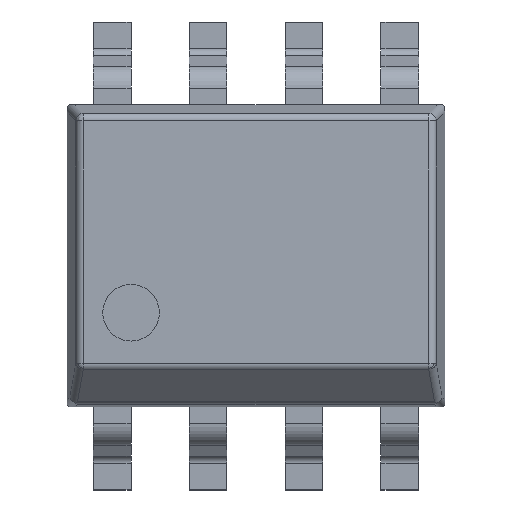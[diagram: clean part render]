
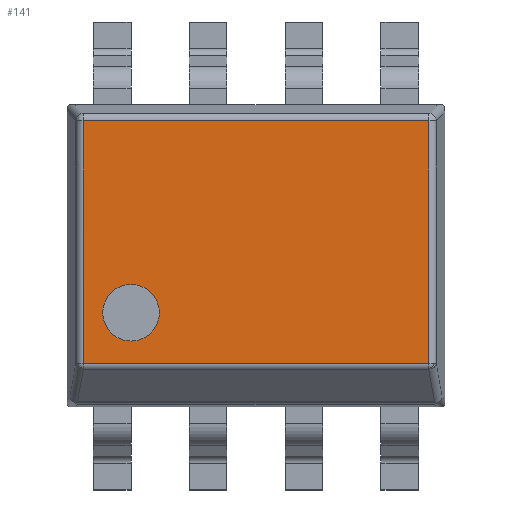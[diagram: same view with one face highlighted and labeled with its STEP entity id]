
A CAD part, top view. The second image highlights one B-rep face of the part: STEP entity #141.
In plain terms, the highlighted planar face has unit normal (0, 0, 1).
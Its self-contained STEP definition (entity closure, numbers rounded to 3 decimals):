
#141=ADVANCED_FACE('',(#1611,#1613),#1615,.T.);
#1611=FACE_BOUND('',#1612,.T.);
#1612=EDGE_LOOP('',(#2877,#2878,#2879,#2880));
#1613=FACE_BOUND('',#1614,.T.);
#1614=EDGE_LOOP('',(#2881));
#1615=PLANE('',#1616);
#1616=AXIS2_PLACEMENT_3D('',#1617,#1618,#1619);
#1617=CARTESIAN_POINT('',(0.,0.,1.75));
#1618=DIRECTION('',(0.,0.,1.));
#1619=DIRECTION('',(1.,0.,0.));
#2877=ORIENTED_EDGE('',*,*,#3689,.T.);
#2878=ORIENTED_EDGE('',*,*,#3690,.T.);
#2879=ORIENTED_EDGE('',*,*,#3691,.T.);
#2880=ORIENTED_EDGE('',*,*,#3692,.T.);
#2881=ORIENTED_EDGE('',*,*,#3693,.T.);
#3689=EDGE_CURVE('',#4111,#4112,#4113,.T.);
#3690=EDGE_CURVE('',#4112,#4114,#4115,.T.);
#3691=EDGE_CURVE('',#4114,#4116,#4117,.T.);
#3692=EDGE_CURVE('',#4116,#4111,#4118,.T.);
#3693=EDGE_CURVE('',#4119,#4119,#4120,.F.);
#4111=VERTEX_POINT('',#4849);
#4112=VERTEX_POINT('',#4850);
#4113=LINE('',#4851,#4852);
#4114=VERTEX_POINT('',#4854);
#4115=LINE('',#4855,#4856);
#4116=VERTEX_POINT('',#4858);
#4117=LINE('',#4859,#4860);
#4118=LINE('',#4862,#4863);
#4119=VERTEX_POINT('',#4865);
#4120=CIRCLE('',#4866,0.375);
#4849=CARTESIAN_POINT('',(2.288,-1.431,1.75));
#4850=CARTESIAN_POINT('',(2.288,1.788,1.75));
#4851=CARTESIAN_POINT('',(2.288,-1.431,1.75));
#4852=VECTOR('',#4853,1.);
#4853=DIRECTION('',(0.,1.,0.));
#4854=CARTESIAN_POINT('',(-2.288,1.788,1.75));
#4855=CARTESIAN_POINT('',(2.288,1.788,1.75));
#4856=VECTOR('',#4857,1.);
#4857=DIRECTION('',(-1.,0.,0.));
#4858=CARTESIAN_POINT('',(-2.288,-1.431,1.75));
#4859=CARTESIAN_POINT('',(-2.288,1.788,1.75));
#4860=VECTOR('',#4861,1.);
#4861=DIRECTION('',(0.,-1.,0.));
#4862=CARTESIAN_POINT('',(-2.288,-1.431,1.75));
#4863=VECTOR('',#4864,1.);
#4864=DIRECTION('',(1.,0.,0.));
#4865=CARTESIAN_POINT('',(-1.28,-0.755,1.75));
#4866=AXIS2_PLACEMENT_3D('',#4867,#4868,#4869);
#4867=CARTESIAN_POINT('',(-1.655,-0.755,1.75));
#4868=DIRECTION('',(0.,0.,1.));
#4869=DIRECTION('',(1.,0.,0.));
